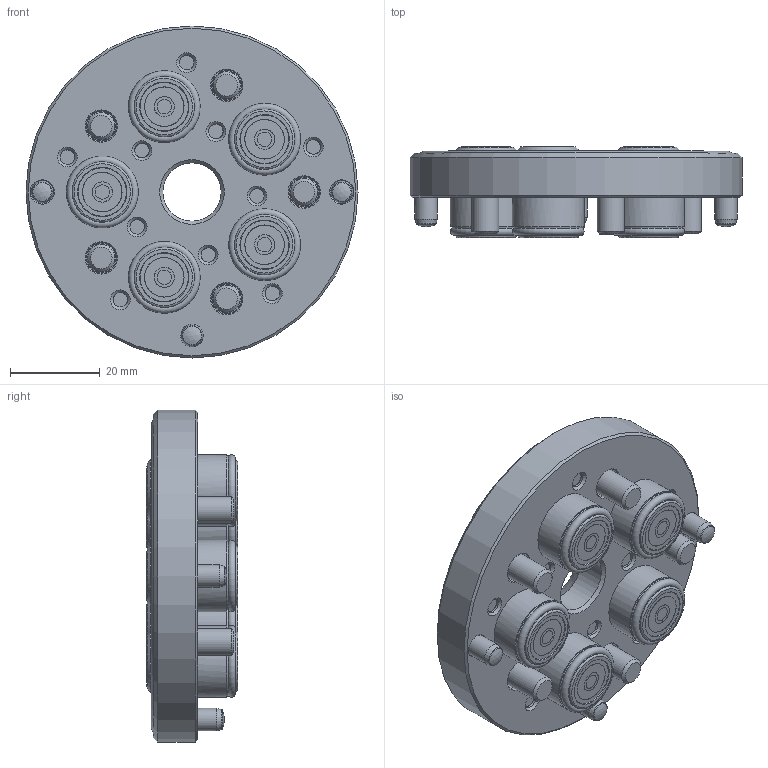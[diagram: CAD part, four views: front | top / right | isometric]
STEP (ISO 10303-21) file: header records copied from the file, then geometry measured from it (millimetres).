
FILE_DESCRIPTION (( 'STEP AP214' ), '1' );
FILE_NAME ('033-019-06 Kupplung m. 5f. MD u. Ausblasung palettenseitig.STEP', '2019-07-08T12:05:52', ( '' ), ( '' ), 'SwSTEP 2.0', 'SolidWorks 2017', '' );
FILE_SCHEMA (( 'AUTOMOTIVE_DESIGN' ));
Length unit declared in the file: millimetre
Products named in the file (1): 033-019-06 Kupplung m. 5f. MD u. Ausblasung palettenseitig
Bounding box: 74 x 20.39 x 74 mm (x, y, z)
Volume: 50671.4 mm3; surface area: 23935.8 mm2
Topology: 1 solids, 30 shells, 722 faces, 1641 edges, 1075 vertices
Faces by surface type: plane 333, cylinder 197, cone 125, torus 64, sphere 3
Full cylindrical faces by diameter (mm): 2.55 x3, 3.3 x12, 4 x10, 5 x10, 5.7 x5, 6 x5, 6.8 x5, 7 x10, 10 x10, 11 x15, 13 x1, 13.4 x5, 13.74 x5, 16 x10, 74 x1
Entity records: 23830 total; most frequent: DIRECTION 3274, CARTESIAN_POINT 2911, ORIENTED_EDGE 2458, AXIS2_PLACEMENT_3D 1322, EDGE_CURVE 1229, EDGE_LOOP 1158, VERTEX_POINT 959, FACE_OUTER_BOUND 893
